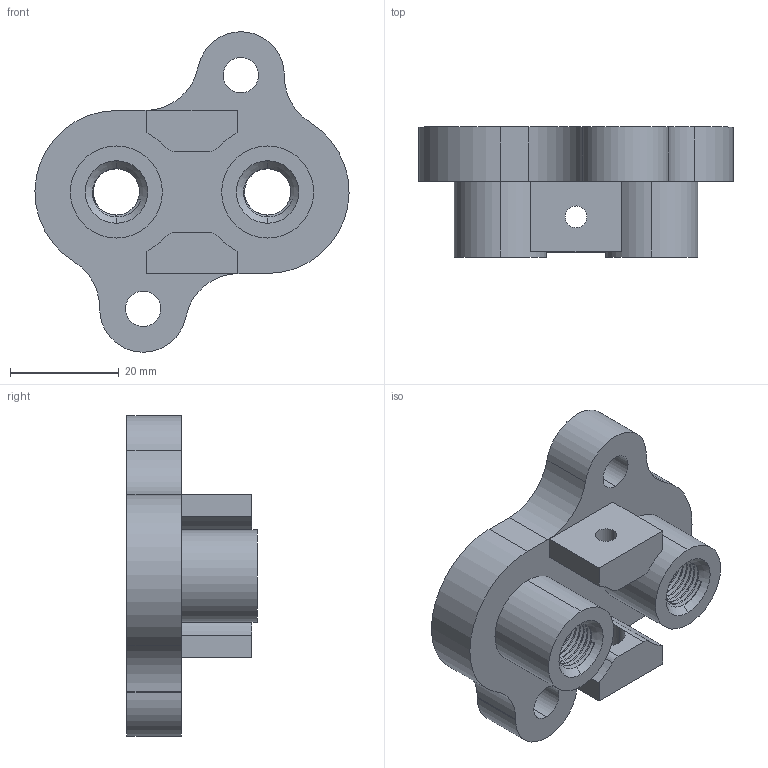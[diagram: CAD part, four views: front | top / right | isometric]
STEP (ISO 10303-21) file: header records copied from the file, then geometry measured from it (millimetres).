
FILE_DESCRIPTION (( 'STEP AP214' ), '1' );
FILE_NAME ('Pion double Securit 5.STEP', '2024-12-10T17:43:34', ( '' ), ( '' ), 'SwSTEP 2.0', 'SolidWorks 2022', '' );
FILE_SCHEMA (( 'AUTOMOTIVE_DESIGN' ));
Length unit declared in the file: millimetre
Products named in the file (1): Pion double Securit 5
Bounding box: 57.84 x 23.95 x 59 mm (x, y, z)
Volume: 24999 mm3; surface area: 10760.9 mm2
Topology: 1 solids, 1 shells, 152 faces, 439 edges, 292 vertices
Faces by surface type: cylinder 121, plane 21, bspline 6, cone 4
Entity records: 12295 total; most frequent: CARTESIAN_POINT 8820, ORIENTED_EDGE 878, DIRECTION 579, EDGE_CURVE 439, VERTEX_POINT 292, AXIS2_PLACEMENT_3D 209, EDGE_LOOP 167, LINE 161
